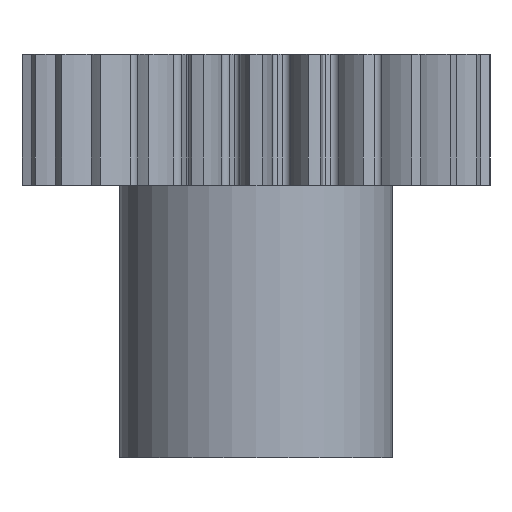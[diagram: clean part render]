
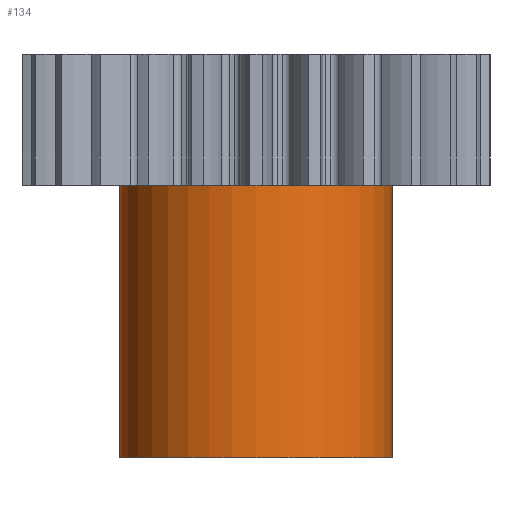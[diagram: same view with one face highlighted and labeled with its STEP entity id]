
A CAD part, front view. The second image highlights one B-rep face of the part: STEP entity #134.
In plain terms, the highlighted cylindrical face has radius 12.5 mm (diameter 25 mm), a partial arc.
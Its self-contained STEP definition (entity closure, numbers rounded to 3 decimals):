
#13 = VERTEX_POINT ( 'NONE', #195 ) ;
#19 = EDGE_CURVE ( 'NONE', #29, #24, #188, .T. ) ;
#24 = VERTEX_POINT ( 'NONE', #159 ) ;
#27 = EDGE_CURVE ( 'NONE', #37, #13, #156, .T. ) ;
#29 = VERTEX_POINT ( 'NONE', #304 ) ;
#37 = VERTEX_POINT ( 'NONE', #321 ) ;
#89 = ORIENTED_EDGE ( 'NONE', *, *, #27, .F. ) ;
#91 = EDGE_LOOP ( 'NONE', ( #89, #107, #108, #128 ) ) ;
#107 = ORIENTED_EDGE ( 'NONE', *, *, #137, .T. ) ;
#108 = ORIENTED_EDGE ( 'NONE', *, *, #19, .T. ) ;
#128 = ORIENTED_EDGE ( 'NONE', *, *, #5093, .F. ) ;
#134 = ADVANCED_FACE ( 'NONE', ( #381 ), #367, .T. ) ;
#137 = EDGE_CURVE ( 'NONE', #37, #29, #385, .T. ) ;
#141 = DIRECTION ( 'NONE',  ( 0., 0., 1. ) ) ;
#142 = VECTOR ( 'NONE', #141, 1000. ) ;
#143 = CARTESIAN_POINT ( 'NONE',  ( 12.5, 0., -25. ) ) ;
#155 = CARTESIAN_POINT ( 'NONE',  ( -12.5, 0., -25. ) ) ;
#156 = LINE ( 'NONE', #155, #162 ) ;
#159 = CARTESIAN_POINT ( 'NONE',  ( 12.5, 0., 0. ) ) ;
#162 = VECTOR ( 'NONE', #175, 1000. ) ;
#175 = DIRECTION ( 'NONE',  ( 0., 0., 1. ) ) ;
#188 = LINE ( 'NONE', #143, #142 ) ;
#195 = CARTESIAN_POINT ( 'NONE',  ( -12.5, 0., 0. ) ) ;
#304 = CARTESIAN_POINT ( 'NONE',  ( 12.5, 0., -25. ) ) ;
#321 = CARTESIAN_POINT ( 'NONE',  ( -12.5, 0., -25. ) ) ;
#331 = DIRECTION ( 'NONE',  ( 1., 0., 0. ) ) ;
#332 = DIRECTION ( 'NONE',  ( 0., 0., 1. ) ) ;
#337 = AXIS2_PLACEMENT_3D ( 'NONE', #363, #332, #331 ) ;
#339 = DIRECTION ( 'NONE',  ( 1., 0., 0. ) ) ;
#340 = DIRECTION ( 'NONE',  ( 0., 0., 1. ) ) ;
#363 = CARTESIAN_POINT ( 'NONE',  ( 0., 0., -25. ) ) ;
#367 = CYLINDRICAL_SURFACE ( 'NONE', #380, 12.5 ) ;
#380 = AXIS2_PLACEMENT_3D ( 'NONE', #386, #340, #339 ) ;
#381 = FACE_OUTER_BOUND ( 'NONE', #91, .T. ) ;
#385 = CIRCLE ( 'NONE', #337, 12.5 ) ;
#386 = CARTESIAN_POINT ( 'NONE',  ( 0., 0., -25. ) ) ;
#2181 = DIRECTION ( 'NONE',  ( 1., 0., 0. ) ) ;
#2182 = DIRECTION ( 'NONE',  ( 0., 0., 1. ) ) ;
#2183 = AXIS2_PLACEMENT_3D ( 'NONE', #2372, #2182, #2181 ) ;
#2372 = CARTESIAN_POINT ( 'NONE',  ( 0., 0., 0. ) ) ;
#2376 = CIRCLE ( 'NONE', #2183, 12.5 ) ;
#5093 = EDGE_CURVE ( 'NONE', #13, #24, #2376, .T. ) ;
